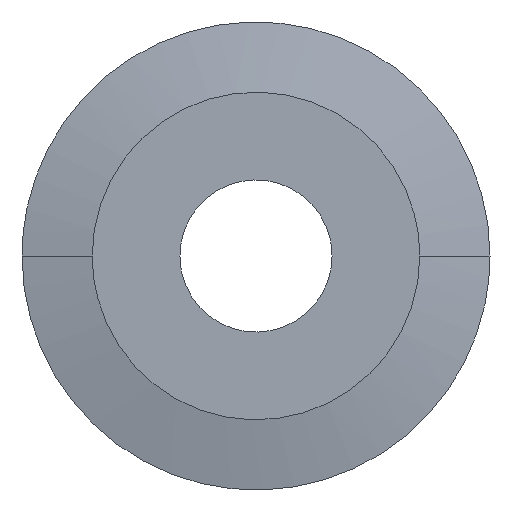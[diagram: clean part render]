
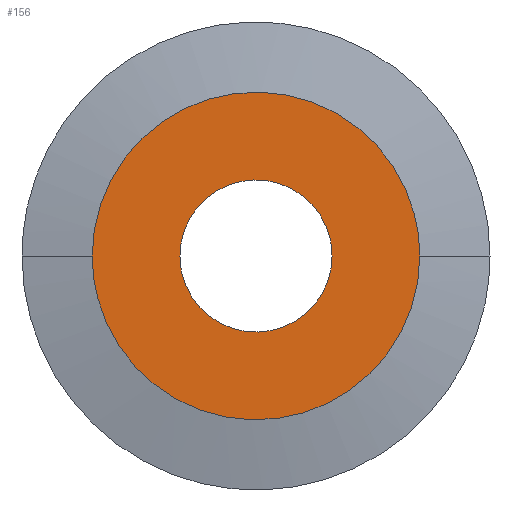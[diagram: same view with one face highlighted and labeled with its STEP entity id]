
A CAD part, left-side view. The second image highlights one B-rep face of the part: STEP entity #156.
In plain terms, the highlighted planar face has unit normal (-1, 0, 0).
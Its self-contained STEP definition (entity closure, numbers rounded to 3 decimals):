
#156=ADVANCED_FACE('',(#312,#313),#314,.F.);
#312=FACE_BOUND('',#872,.T.);
#313=FACE_OUTER_BOUND('',#873,.T.);
#314=PLANE('',#874);
#872=EDGE_LOOP('',(#1286,#1287));
#873=EDGE_LOOP('',(#1288,#1289));
#874=AXIS2_PLACEMENT_3D('',#1290,#1291,#1292);
#1286=ORIENTED_EDGE('',*,*,#1416,.T.);
#1287=ORIENTED_EDGE('',*,*,#1420,.T.);
#1288=ORIENTED_EDGE('',*,*,#1475,.F.);
#1289=ORIENTED_EDGE('',*,*,#1476,.F.);
#1290=CARTESIAN_POINT('',(-62.9,14.56,14.56));
#1291=DIRECTION('',(1.0,0.0,0.0));
#1292=DIRECTION('',(0.0,-1.0,0.0));
#1416=EDGE_CURVE('',#1648,#1649,#1650,.T.);
#1420=EDGE_CURVE('',#1649,#1648,#1654,.T.);
#1475=EDGE_CURVE('',#1727,#1728,#1729,.T.);
#1476=EDGE_CURVE('',#1728,#1727,#1730,.T.);
#1648=VERTEX_POINT('',#2433);
#1649=VERTEX_POINT('',#2434);
#1650=B_SPLINE_CURVE_WITH_KNOTS('',8,(#2435,#2436,#2437,#2438,#2439,#2440,#2441,#2442,#2443),.UNSPECIFIED.,.F.,.F.,(9,9),(0.,0.02),.UNSPECIFIED.);
#1654=B_SPLINE_CURVE_WITH_KNOTS('',8,(#2449,#2450,#2451,#2452,#2453,#2454,#2455,#2456,#2457),.UNSPECIFIED.,.F.,.F.,(9,9),(0.,0.02),.UNSPECIFIED.);
#1727=VERTEX_POINT('',#2773);
#1728=VERTEX_POINT('',#2774);
#1729=B_SPLINE_CURVE_WITH_KNOTS('',8,(#2775,#2776,#2777,#2778,#2779,#2780,#2781,#2782,#2783),.UNSPECIFIED.,.F.,.F.,(9,9),(0.,0.044),.UNSPECIFIED.);
#1730=B_SPLINE_CURVE_WITH_KNOTS('',8,(#2784,#2785,#2786,#2787,#2788,#2789,#2790,#2791,#2792),.UNSPECIFIED.,.F.,.F.,(9,9),(0.,0.044),.UNSPECIFIED.);
#2433=CARTESIAN_POINT('',(-62.9,6.5,0.));
#2434=CARTESIAN_POINT('',(-62.9,-6.5,0.));
#2435=CARTESIAN_POINT('',(-62.9,6.5,0.));
#2436=CARTESIAN_POINT('',(-62.9,6.5,2.553));
#2437=CARTESIAN_POINT('',(-62.9,5.355,5.105));
#2438=CARTESIAN_POINT('',(-62.9,3.065,7.058));
#2439=CARTESIAN_POINT('',(-62.9,-0.001,7.812));
#2440=CARTESIAN_POINT('',(-62.9,-3.064,7.058));
#2441=CARTESIAN_POINT('',(-62.9,-5.355,5.105));
#2442=CARTESIAN_POINT('',(-62.9,-6.5,2.553));
#2443=CARTESIAN_POINT('',(-62.9,-6.5,0.));
#2449=CARTESIAN_POINT('',(-62.9,-6.5,0.));
#2450=CARTESIAN_POINT('',(-62.9,-6.5,-2.553));
#2451=CARTESIAN_POINT('',(-62.9,-5.355,-5.105));
#2452=CARTESIAN_POINT('',(-62.9,-3.065,-7.058));
#2453=CARTESIAN_POINT('',(-62.9,0.001,-7.812));
#2454=CARTESIAN_POINT('',(-62.9,3.064,-7.058));
#2455=CARTESIAN_POINT('',(-62.9,5.355,-5.105));
#2456=CARTESIAN_POINT('',(-62.9,6.5,-2.553));
#2457=CARTESIAN_POINT('',(-62.9,6.5,0.));
#2773=CARTESIAN_POINT('',(-62.9,-14.,0.));
#2774=CARTESIAN_POINT('',(-62.9,14.,0.));
#2775=CARTESIAN_POINT('',(-62.9,-14.,0.));
#2776=CARTESIAN_POINT('',(-62.9,-14.,-5.498));
#2777=CARTESIAN_POINT('',(-62.9,-11.533,-10.996));
#2778=CARTESIAN_POINT('',(-62.9,-6.601,-15.201));
#2779=CARTESIAN_POINT('',(-62.9,0.001,-16.825));
#2780=CARTESIAN_POINT('',(-62.9,6.599,-15.201));
#2781=CARTESIAN_POINT('',(-62.9,11.533,-10.996));
#2782=CARTESIAN_POINT('',(-62.9,14.,-5.498));
#2783=CARTESIAN_POINT('',(-62.9,14.,0.));
#2784=CARTESIAN_POINT('',(-62.9,14.,0.));
#2785=CARTESIAN_POINT('',(-62.9,14.,5.498));
#2786=CARTESIAN_POINT('',(-62.9,11.533,10.996));
#2787=CARTESIAN_POINT('',(-62.9,6.601,15.201));
#2788=CARTESIAN_POINT('',(-62.9,-0.001,16.825));
#2789=CARTESIAN_POINT('',(-62.9,-6.599,15.201));
#2790=CARTESIAN_POINT('',(-62.9,-11.533,10.996));
#2791=CARTESIAN_POINT('',(-62.9,-14.,5.498));
#2792=CARTESIAN_POINT('',(-62.9,-14.,0.));
